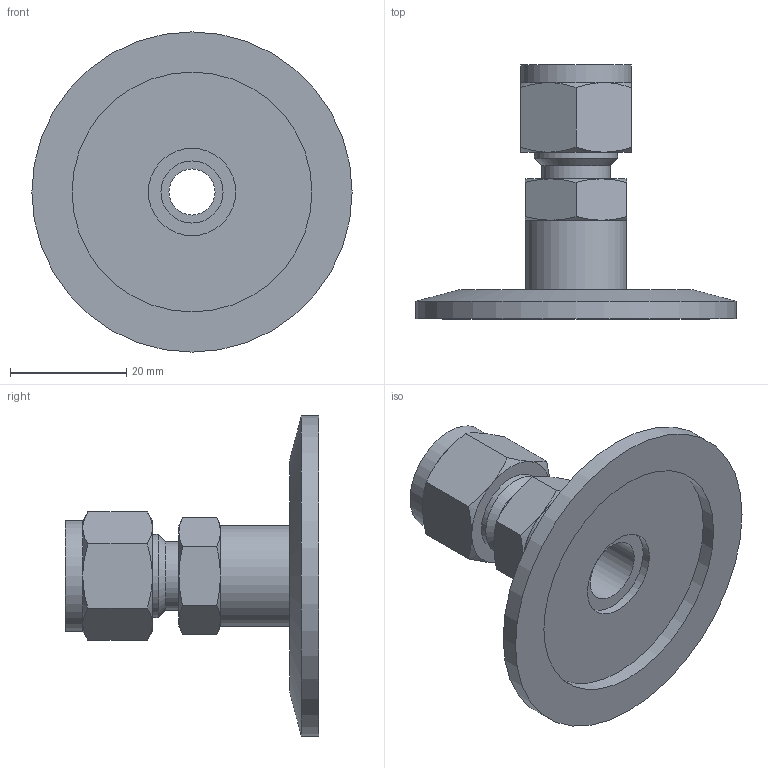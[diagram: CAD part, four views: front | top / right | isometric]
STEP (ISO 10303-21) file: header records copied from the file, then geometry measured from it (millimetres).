
FILE_DESCRIPTION(/* description */ (''),/* implementation_level */ '2;1');
FILE_NAME(/* name */ 'FL-SWG10M-40KF.stp',/* time_stamp */ '2019-02-28T14:54:15+00:00',/* author */ ('paul'),/* organization */ (''),/* preprocessor_version */ 'ST-DEVELOPER v17.2',/* originating_system */ 'Autodesk Inventor 2019',/* authorisation */ '');
FILE_SCHEMA (('AUTOMOTIVE_DESIGN { 1 0 10303 214 3 1 1 }'));
Length unit declared in the file: millimetre
Products named in the file (3): FL-SWG10M-16KF; FL-40KF; SS-10M0-1-6W
Assembly tree (2 placements, depth 2):
  FL-SWG10M-16KF
    FL-40KF
    SS-10M0-1-6W
Bounding box: 55 x 43.59 x 55 mm (x, y, z)
Volume: 14018.6 mm3; surface area: 9650.4 mm2
Topology: 2 solids, 2 shells, 60 faces, 125 edges, 76 vertices
Faces by surface type: cone 26, plane 23, cylinder 11
Full cylindrical faces by diameter (mm): 7.9 x1, 10 x1, 10.668 x1, 11.768 x1, 14.287 x1, 15 x1, 17.272 x2, 19.05 x1, 41.2 x1, 55 x1
Entity records: 1659 total; most frequent: CARTESIAN_POINT 362, DIRECTION 259, ORIENTED_EDGE 250, EDGE_CURVE 125, AXIS2_PLACEMENT_3D 117, VERTEX_POINT 76, EDGE_LOOP 71, FACE_OUTER_BOUND 60
